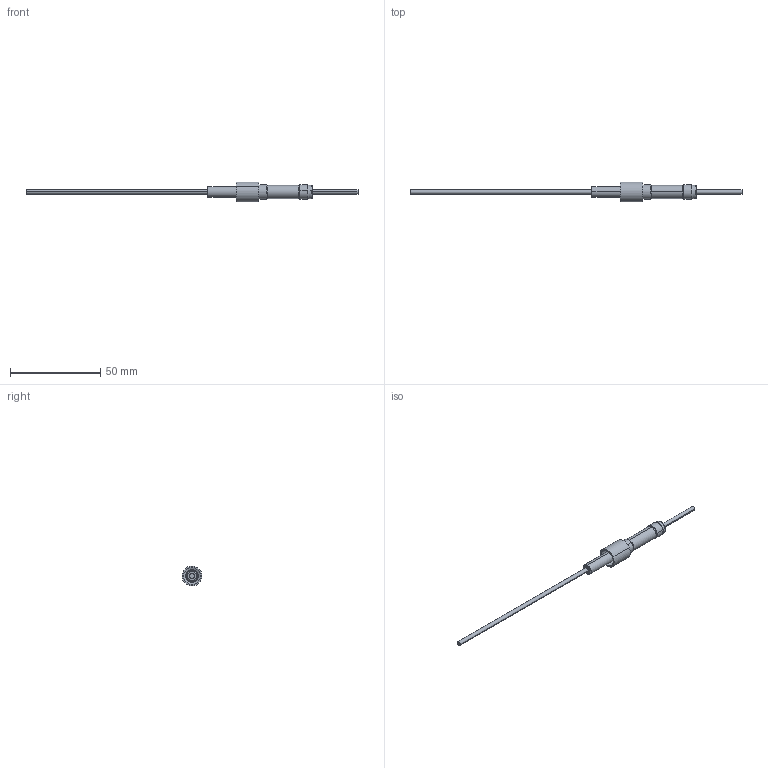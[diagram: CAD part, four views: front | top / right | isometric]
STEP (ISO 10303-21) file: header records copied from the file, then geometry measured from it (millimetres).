
FILE_DESCRIPTION (( 'STEP AP203' ), '1' );
FILE_NAME ('A0066-5-W.STEP', '2013-06-10T11:49:53', ( '' ), ( '' ), 'SwSTEP 2.0', 'SolidWorks 2012', '' );
FILE_SCHEMA (( 'CONFIG_CONTROL_DESIGN' ));
Length unit declared in the file: inch
Products named in the file (1): A0066-5-W
Bounding box: 184.15 x 11.02 x 11.02 mm (x, y, z)
Volume: 2960.2 mm3; surface area: 4173.8 mm2
Topology: 1 solids, 1 shells, 68 faces, 140 edges, 82 vertices
Faces by surface type: cylinder 36, cone 16, plane 10, torus 6
Entity records: 1879 total; most frequent: DIRECTION 366, CARTESIAN_POINT 291, ORIENTED_EDGE 280, AXIS2_PLACEMENT_3D 157, EDGE_CURVE 140, CIRCLE 88, VERTEX_POINT 82, EDGE_LOOP 76
